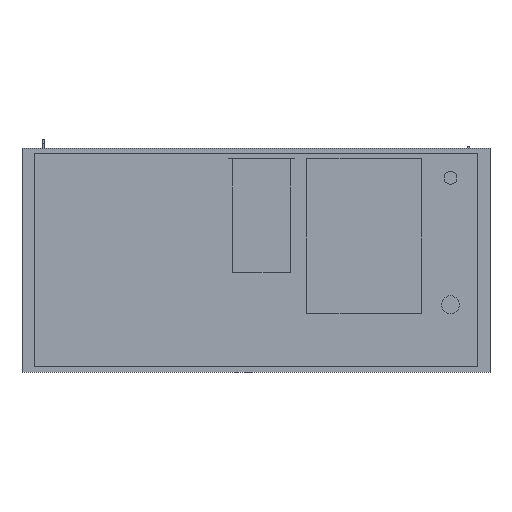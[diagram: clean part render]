
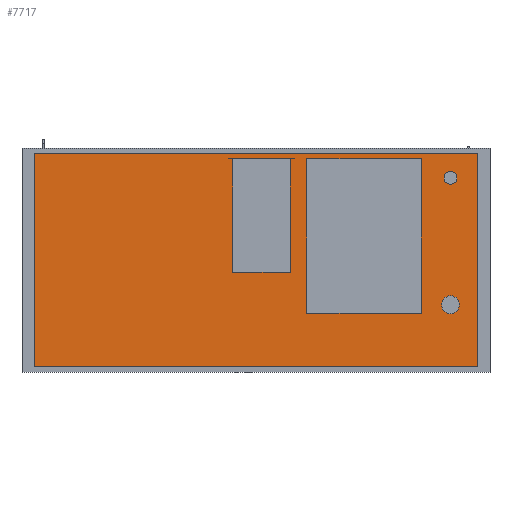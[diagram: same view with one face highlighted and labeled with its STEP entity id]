
A CAD part, front view. The second image highlights one B-rep face of the part: STEP entity #7717.
In plain terms, the highlighted planar face has unit normal (0, -1, 0).
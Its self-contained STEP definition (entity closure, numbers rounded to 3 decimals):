
#120=FACE_BOUND('',#1016,.T.);
#121=FACE_BOUND('',#1017,.T.);
#141=PLANE('',#8271);
#537=FACE_OUTER_BOUND('',#1015,.T.);
#1015=EDGE_LOOP('',(#5452,#5453,#5454,#5455));
#1016=EDGE_LOOP('',(#5456));
#1017=EDGE_LOOP('',(#5457));
#1501=LINE('',#11182,#2444);
#1505=LINE('',#11190,#2448);
#1508=LINE('',#11196,#2451);
#1511=LINE('',#11201,#2454);
#2444=VECTOR('',#8944,10.);
#2448=VECTOR('',#8950,10.);
#2451=VECTOR('',#8955,10.);
#2454=VECTOR('',#8960,10.);
#3374=CIRCLE('',#8255,20.);
#3376=CIRCLE('',#8259,27.5);
#3544=VERTEX_POINT('',#11143);
#3546=VERTEX_POINT('',#11150);
#3555=VERTEX_POINT('',#11180);
#3556=VERTEX_POINT('',#11181);
#3559=VERTEX_POINT('',#11189);
#3561=VERTEX_POINT('',#11195);
#4287=EDGE_CURVE('',#3544,#3544,#3374,.T.);
#4290=EDGE_CURVE('',#3546,#3546,#3376,.T.);
#4303=EDGE_CURVE('',#3555,#3556,#1501,.T.);
#4307=EDGE_CURVE('',#3559,#3555,#1505,.T.);
#4310=EDGE_CURVE('',#3561,#3559,#1508,.T.);
#4313=EDGE_CURVE('',#3556,#3561,#1511,.T.);
#5452=ORIENTED_EDGE('',*,*,#4313,.F.);
#5453=ORIENTED_EDGE('',*,*,#4303,.F.);
#5454=ORIENTED_EDGE('',*,*,#4307,.F.);
#5455=ORIENTED_EDGE('',*,*,#4310,.F.);
#5456=ORIENTED_EDGE('',*,*,#4287,.T.);
#5457=ORIENTED_EDGE('',*,*,#4290,.T.);
#7717=ADVANCED_FACE('',(#537,#120,#121),#141,.F.);
#8255=AXIS2_PLACEMENT_3D('',#11145,#8907,#8908);
#8259=AXIS2_PLACEMENT_3D('',#11152,#8916,#8917);
#8271=AXIS2_PLACEMENT_3D('',#11204,#8964,#8965);
#8907=DIRECTION('center_axis',(0.,1.,0.));
#8908=DIRECTION('ref_axis',(1.,0.,0.));
#8916=DIRECTION('center_axis',(0.,1.,0.));
#8917=DIRECTION('ref_axis',(1.,0.,0.));
#8944=DIRECTION('',(0.,0.,1.));
#8950=DIRECTION('',(-1.,0.,0.));
#8955=DIRECTION('',(0.,0.,-1.));
#8960=DIRECTION('',(1.,0.,0.));
#8964=DIRECTION('center_axis',(0.,1.,0.));
#8965=DIRECTION('ref_axis',(0.,0.,1.));
#11143=CARTESIAN_POINT('',(582.5,0.,255.));
#11145=CARTESIAN_POINT('Origin',(602.5,0.,255.));
#11150=CARTESIAN_POINT('',(575.,0.,-138.));
#11152=CARTESIAN_POINT('Origin',(602.5,0.,-138.));
#11180=CARTESIAN_POINT('',(-687.5,0.,-330.));
#11181=CARTESIAN_POINT('',(-687.5,0.,330.));
#11182=CARTESIAN_POINT('',(-687.5,0.,-330.));
#11189=CARTESIAN_POINT('',(687.5,0.,-330.));
#11190=CARTESIAN_POINT('',(687.5,0.,-330.));
#11195=CARTESIAN_POINT('',(687.5,0.,330.));
#11196=CARTESIAN_POINT('',(687.5,0.,330.));
#11201=CARTESIAN_POINT('',(-687.5,0.,330.));
#11204=CARTESIAN_POINT('Origin',(0.,0.,0.));
